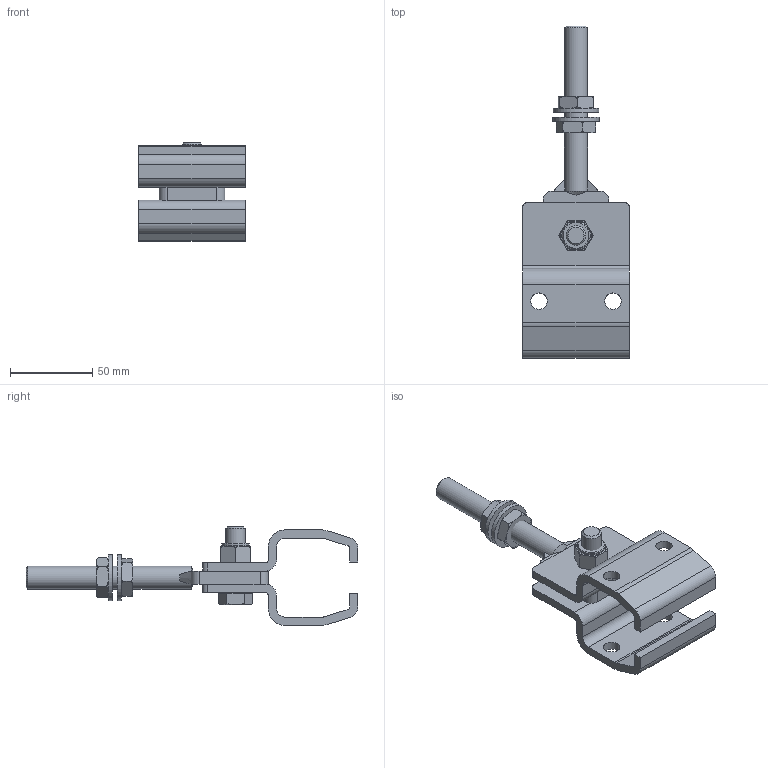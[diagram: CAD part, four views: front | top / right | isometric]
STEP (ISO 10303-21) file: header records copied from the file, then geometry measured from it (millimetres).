
FILE_DESCRIPTION(/* description */ ('Vis Soudée'),/* implementation_level */ '2;1');
FILE_NAME(/* name */ '9042.stp',/* time_stamp */ '2016-02-17T10:48:49+01:00',/* author */ ('Florian'),/* organization */ (''),/* preprocessor_version */ 'ST-DEVELOPER v15.6',/* originating_system */ 'Autodesk Inventor 2015',/* authorisation */ '');
FILE_SCHEMA (('AUTOMOTIVE_DESIGN { 1 0 10303 214 3 1 1 }'));
Length unit declared in the file: millimetre
Products named in the file (10): 23821_Soudures; 23821_1; 23821_2; 23821; 16132; 15742; 04532; 06026; 06014; 9042
Assembly tree (12 placements, depth 3):
  9042
    23821
      23821_Soudures
      23821_1
      23821_2
    16132  x2
    15742  x2
    04532
    06026
    06014  x2
Bounding box: 65 x 201.95 x 60 mm (x, y, z)
Volume: 118517.3 mm3; surface area: 53466.9 mm2
Topology: 12 solids, 12 shells, 176 faces, 446 edges, 299 vertices
Faces by surface type: plane 83, cylinder 44, torus 38, cone 11
Full cylindrical faces by diameter (mm): 10 x4, 10.106 x1, 11.835 x2, 12 x1, 12.5 x3, 14 x1, 14.2 x2, 16.63 x1, 16.785 x1, 28 x2
Entity records: 4222 total; most frequent: CARTESIAN_POINT 1162, DIRECTION 610, ORIENTED_EDGE 566, EDGE_CURVE 283, AXIS2_PLACEMENT_3D 238, VERTEX_POINT 196, EDGE_LOOP 157, LINE 134
